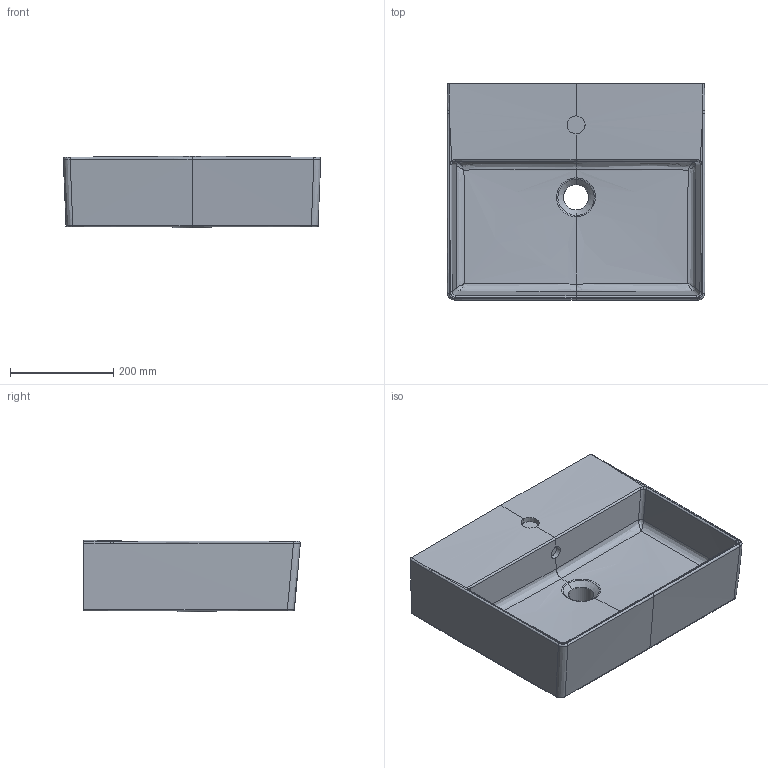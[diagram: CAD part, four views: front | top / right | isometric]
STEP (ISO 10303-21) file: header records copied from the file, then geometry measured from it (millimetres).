
FILE_DESCRIPTION(/* description */ (''),/* implementation_level */ '2;1');
FILE_NAME(/* name */ '4A2250_Memento 2.0 WT 50.stp',/* time_stamp */ '2018-11-26T13:35:23+01:00',/* author */ (''),/* organization */ (''),/* preprocessor_version */ 'ST-DEVELOPER v16',/* originating_system */ 'SIEMENS PLM Software NX 10.0',/* authorisation */ '');
FILE_SCHEMA (('AUTOMOTIVE_DESIGN { 1 0 10303 214 3 1 1 1 }'));
Length unit declared in the file: millimetre
Products named in the file (1): Sier2254175Aseyr
Bounding box: 499.25 x 419.79 x 138.67 mm (x, y, z)
Volume: 15440566 mm3; surface area: 760916.9 mm2
Topology: 1 solids, 1 shells, 127 faces, 292 edges, 162 vertices
Faces by surface type: bspline 84, plane 19, cone 12, torus 8, extrusion 3, cylinder 1
Full cylindrical faces by diameter (mm): 48.571 x1
Entity records: 13293 total; most frequent: CARTESIAN_POINT 11142, ORIENTED_EDGE 556, EDGE_CURVE 278, DIRECTION 259, VERTEX_POINT 162, B_SPLINE_CURVE_WITH_KNOTS 155, EDGE_LOOP 138, ADVANCED_FACE 127
